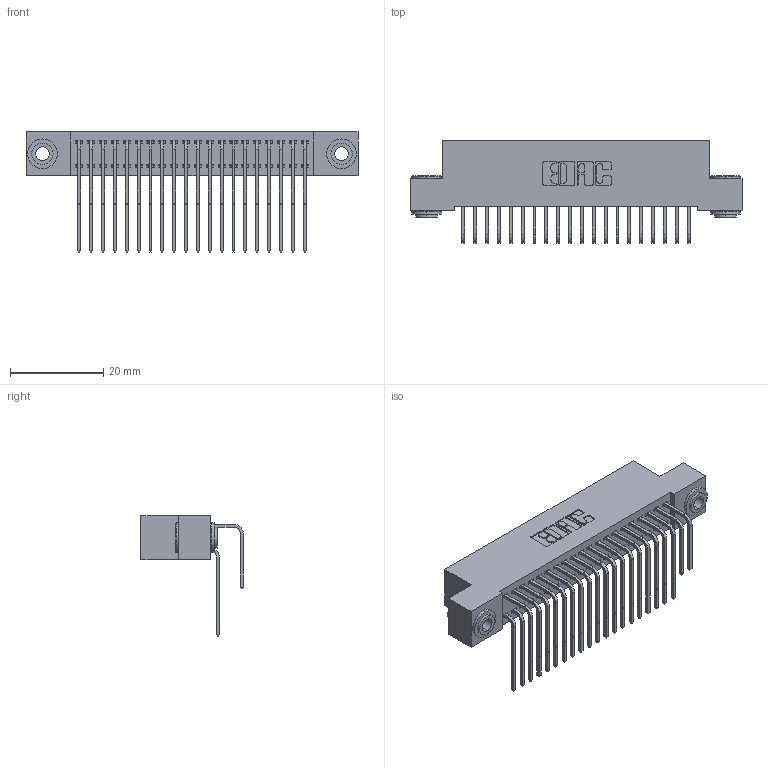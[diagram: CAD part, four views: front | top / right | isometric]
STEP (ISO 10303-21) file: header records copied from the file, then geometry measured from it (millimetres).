
FILE_DESCRIPTION (( 'STEP AP203' ), '1' );
FILE_NAME ('392-040-558-203.STEP', '2019-10-07T20:16:51', ( '' ), ( '' ), 'SwSTEP 2.0', 'SolidWorks 2016', '' );
FILE_SCHEMA (( 'CONFIG_CONTROL_DESIGN' ));
Length unit declared in the file: inch
Products named in the file (5): 342 Part_.156 TH; 345-292-001_558 559 Tail - 1; 345-292-001_558 Tail - 2; 342-250-002_345-250-002-102; 392-040-558-203
Assembly tree (43 placements, depth 2):
  392-040-558-203
    342 Part_.156 TH
    345-292-001_558 559 Tail - 1  x20
    345-292-001_558 Tail - 2  x20
    342-250-002_345-250-002-102  x2
Bounding box: 71.12 x 21.91 x 25.78 mm (x, y, z)
Volume: 6539.6 mm3; surface area: 11360.6 mm2
Topology: 43 solids, 43 shells, 2308 faces, 6815 edges, 4486 vertices
Faces by surface type: plane 1596, cylinder 704, cone 8
Entity records: 18014 total; most frequent: CARTESIAN_POINT 3036, ORIENTED_EDGE 2914, DIRECTION 2647, EDGE_CURVE 1457, LINE 1265, VECTOR 1265, VERTEX_POINT 966, AXIS2_PLACEMENT_3D 691
